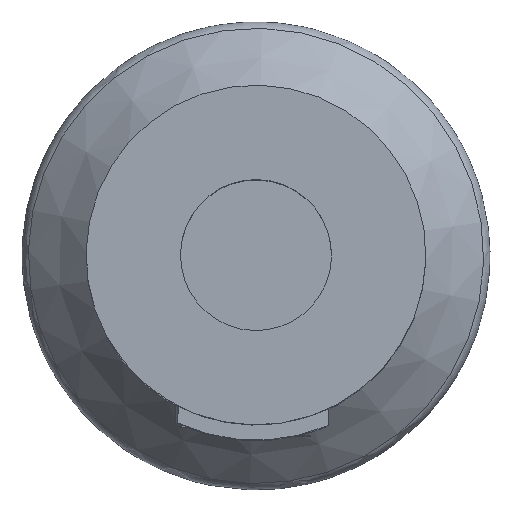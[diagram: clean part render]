
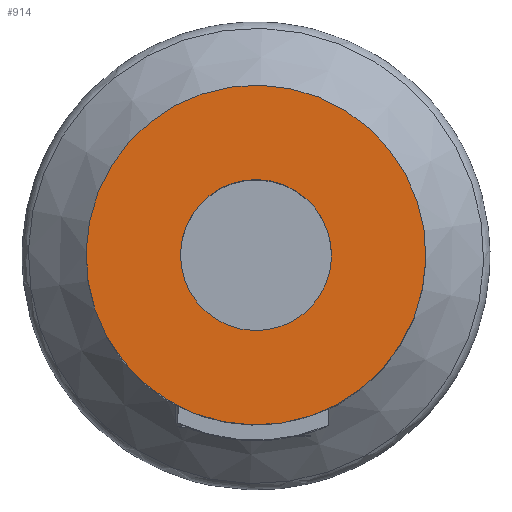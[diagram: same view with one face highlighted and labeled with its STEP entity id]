
A CAD part, top view. The second image highlights one B-rep face of the part: STEP entity #914.
In plain terms, the highlighted planar face has unit normal (0, 0, 1).
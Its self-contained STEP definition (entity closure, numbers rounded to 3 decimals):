
#187=PLANE('',#1024);
#325=ORIENTED_EDGE('',*,*,#562,.T.);
#326=ORIENTED_EDGE('',*,*,#563,.F.);
#562=EDGE_CURVE('',#666,#666,#722,.T.);
#563=EDGE_CURVE('',#667,#667,#723,.T.);
#666=VERTEX_POINT('',#1782);
#667=VERTEX_POINT('',#1785);
#722=CIRCLE('',#1023,2.25);
#723=CIRCLE('',#1025,1.);
#762=EDGE_LOOP('',(#325));
#763=EDGE_LOOP('',(#326));
#839=FACE_BOUND('',#762,.T.);
#840=FACE_BOUND('',#763,.T.);
#914=ADVANCED_FACE('',(#839,#840),#187,.T.);
#1023=AXIS2_PLACEMENT_3D('',#1781,#1173,#1174);
#1024=AXIS2_PLACEMENT_3D('',#1783,#1175,#1176);
#1025=AXIS2_PLACEMENT_3D('',#1784,#1177,#1178);
#1173=DIRECTION('',(0.,0.,1.));
#1174=DIRECTION('',(1.,0.,0.));
#1175=DIRECTION('',(0.,0.,1.));
#1176=DIRECTION('',(1.,0.,0.));
#1177=DIRECTION('',(0.,0.,1.));
#1178=DIRECTION('',(1.,0.,0.));
#1781=CARTESIAN_POINT('',(0.,0.,9.2));
#1782=CARTESIAN_POINT('',(2.25,0.,9.2));
#1783=CARTESIAN_POINT('',(1.,0.,9.2));
#1784=CARTESIAN_POINT('',(0.,0.,9.2));
#1785=CARTESIAN_POINT('',(1.,0.,9.2));
